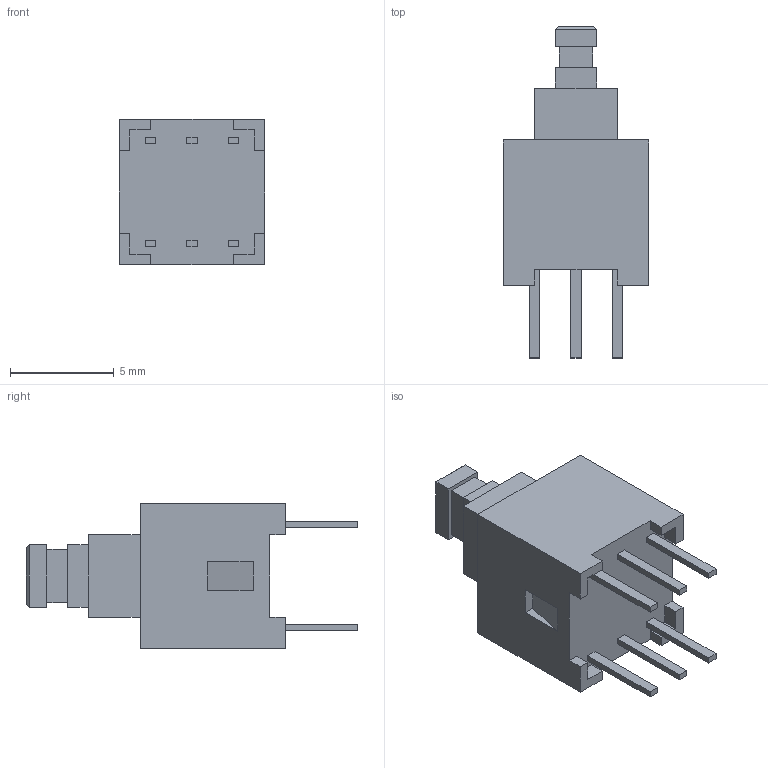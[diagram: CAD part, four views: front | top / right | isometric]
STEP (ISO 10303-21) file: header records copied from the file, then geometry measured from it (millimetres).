
FILE_DESCRIPTION(/* description */ (''),/* implementation_level */ '2;1');
FILE_NAME(/* name */ 'TL2230EEF100--3DModel-STEP-613395_2.step',/* time_stamp */ '2022-11-29T20:25:16-03:00',/* author */ (''),/* organization */ (''),/* preprocessor_version */ 'ST-DEVELOPER v19.2',/* originating_system */ 'Autodesk Translation Framework v11.17.0.187',/* authorisation */ '');
FILE_SCHEMA (('AUTOMOTIVE_DESIGN { 1 0 10303 214 3 1 1 }'));
Length unit declared in the file: millimetre
Products named in the file (2): (Sin guardar); TL2230EEF100--3DModel-STEP-520916
Assembly tree (1 placements, depth 2):
  (Sin guardar)
    TL2230EEF100--3DModel-STEP-520916
Bounding box: 7 x 16 x 7 mm (x, y, z)
Volume: 261.9 mm3; surface area: 688.3 mm2
Topology: 1 solids, 1 shells, 167 faces, 451 edges, 292 vertices
Faces by surface type: plane 166, cylinder 1
Entity records: 5289 total; most frequent: CARTESIAN_POINT 913, ORIENTED_EDGE 902, DIRECTION 793, EDGE_CURVE 451, LINE 449, VECTOR 449, VERTEX_POINT 292, EDGE_LOOP 183
